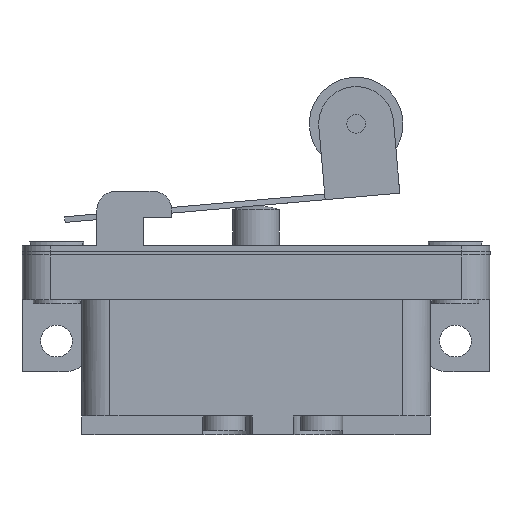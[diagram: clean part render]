
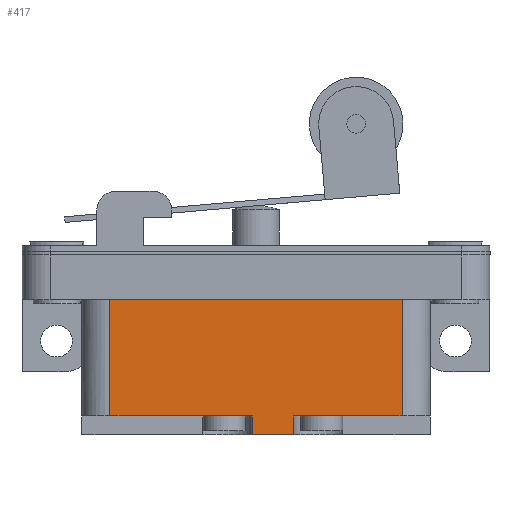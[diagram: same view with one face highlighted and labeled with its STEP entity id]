
A CAD part, front view. The second image highlights one B-rep face of the part: STEP entity #417.
In plain terms, the highlighted planar face has unit normal (0, -1, 0).
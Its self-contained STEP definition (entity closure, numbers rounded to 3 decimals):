
#417=ADVANCED_FACE('FACE114',(#894),#895,.T.);
#894=FACE_OUTER_BOUND('',#1426,.T.);
#895=PLANE('',#1427);
#1426=EDGE_LOOP('',(#2612,#2613,#2614,#2615,#2616,#2617,#2618,#2619));
#1427=AXIS2_PLACEMENT_3D('',#2620,#2621,#2622);
#2612=ORIENTED_EDGE('',*,*,#3392,.T.);
#2613=ORIENTED_EDGE('',*,*,#3390,.T.);
#2614=ORIENTED_EDGE('',*,*,#3587,.T.);
#2615=ORIENTED_EDGE('',*,*,#3589,.F.);
#2616=ORIENTED_EDGE('',*,*,#3590,.T.);
#2617=ORIENTED_EDGE('',*,*,#3394,.T.);
#2618=ORIENTED_EDGE('',*,*,#3541,.T.);
#2619=ORIENTED_EDGE('',*,*,#3383,.T.);
#2620=CARTESIAN_POINT('',(0.0,-10.541,0.0));
#2621=DIRECTION('',(0.0,-1.0,0.0));
#2622=DIRECTION('',(0.0,0.0,-1.0));
#3383=EDGE_CURVE('EDGE181',#4117,#4118,#4119,.T.);
#3390=EDGE_CURVE('EDGE187',#4123,#4127,#4129,.T.);
#3392=EDGE_CURVE('EDGE188',#4118,#4123,#4131,.T.);
#3394=EDGE_CURVE('EDGE189',#4133,#4134,#4135,.T.);
#3541=EDGE_CURVE('EDGE301',#4134,#4117,#4363,.T.);
#3587=EDGE_CURVE('EDGE335',#4127,#4424,#4426,.T.);
#3589=EDGE_CURVE('EDGE336',#4428,#4424,#4429,.T.);
#3590=EDGE_CURVE('EDGE337',#4428,#4133,#4430,.T.);
#4117=VERTEX_POINT('VERTEX131',#5112);
#4118=VERTEX_POINT('VERTEX132',#5113);
#4119=LINE('',#5114,#5115);
#4123=VERTEX_POINT('VERTEX133',#5121);
#4127=VERTEX_POINT('VERTEX135',#5125);
#4129=LINE('',#5127,#5128);
#4131=LINE('',#5130,#5131);
#4133=VERTEX_POINT('VERTEX136',#5133);
#4134=VERTEX_POINT('VERTEX137',#5134);
#4135=LINE('',#5135,#5136);
#4363=LINE('',#5437,#5438);
#4424=VERTEX_POINT('VERTEX235',#5518);
#4426=LINE('',#5520,#5521);
#4428=VERTEX_POINT('VERTEX236',#5523);
#4429=LINE('',#5524,#5525);
#4430=LINE('',#5526,#5527);
#5112=CARTESIAN_POINT('',(5.08,-10.541,0.0));
#5113=CARTESIAN_POINT('',(5.08,-10.541,2.54));
#5114=CARTESIAN_POINT('',(5.08,-10.541,0.635));
#5115=VECTOR('',#6137,25.4);
#5121=CARTESIAN_POINT('',(19.812,-10.541,2.54));
#5125=CARTESIAN_POINT('',(19.812,-10.541,18.288));
#5127=CARTESIAN_POINT('',(19.812,-10.541,0.0));
#5128=VECTOR('',#6149,25.4);
#5130=CARTESIAN_POINT('',(18.415,-10.541,2.54));
#5131=VECTOR('',#6150,25.4);
#5133=CARTESIAN_POINT('',(-0.508,-10.541,2.54));
#5134=CARTESIAN_POINT('',(-0.508,-10.541,0.0));
#5135=CARTESIAN_POINT('',(-0.508,-10.541,0.635));
#5136=VECTOR('',#6151,25.4);
#5437=CARTESIAN_POINT('',(0.0,-10.541,0.0));
#5438=VECTOR('',#6339,25.4);
#5518=CARTESIAN_POINT('',(-19.812,-10.541,18.288));
#5520=CARTESIAN_POINT('',(-19.812,-10.541,18.288));
#5521=VECTOR('',#6401,25.4);
#5523=CARTESIAN_POINT('',(-19.812,-10.541,2.54));
#5524=CARTESIAN_POINT('',(-19.812,-10.541,0.0));
#5525=VECTOR('',#6402,25.4);
#5526=CARTESIAN_POINT('',(-16.129,-10.541,2.54));
#5527=VECTOR('',#6403,25.4);
#6137=DIRECTION('',(0.0,0.0,1.0));
#6149=DIRECTION('',(0.0,0.0,1.0));
#6150=DIRECTION('',(1.0,0.0,0.0));
#6151=DIRECTION('',(0.0,0.0,-1.0));
#6339=DIRECTION('',(1.0,0.0,0.0));
#6401=DIRECTION('',(-1.0,0.0,0.0));
#6402=DIRECTION('',(0.0,0.0,1.0));
#6403=DIRECTION('',(1.0,0.0,0.0));
